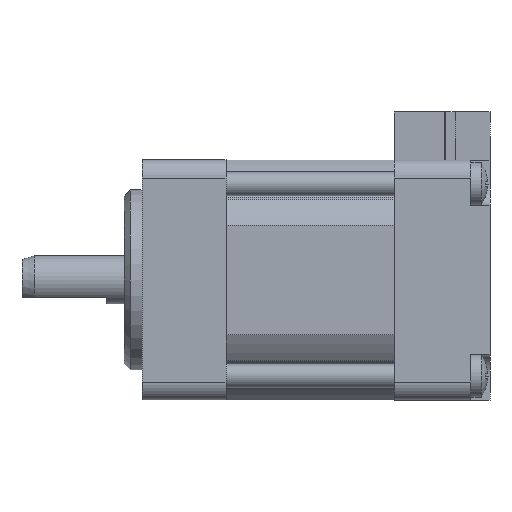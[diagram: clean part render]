
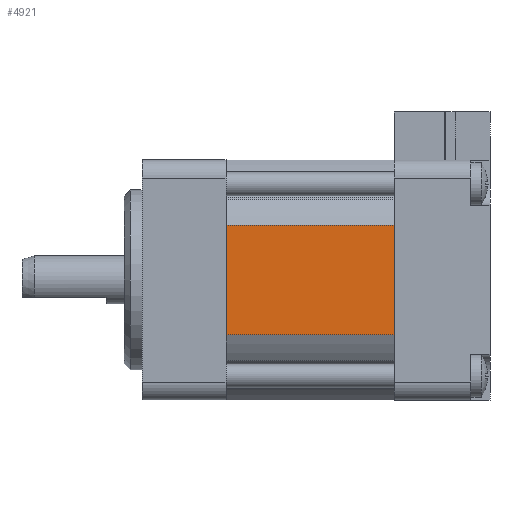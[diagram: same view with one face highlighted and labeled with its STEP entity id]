
A CAD part, left-side view. The second image highlights one B-rep face of the part: STEP entity #4921.
In plain terms, the highlighted planar face has unit normal (-1, 0, 0).
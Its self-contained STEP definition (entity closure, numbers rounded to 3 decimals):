
#2159 = EDGE_CURVE ( 'NONE', #5355, #5357, #7014, .T. ) ;
#2161 = EDGE_CURVE ( 'NONE', #5354, #5355, #7038, .T. ) ;
#2175 = EDGE_CURVE ( 'NONE', #5349, #5357, #7060, .T. ) ;
#2176 = EDGE_CURVE ( 'NONE', #5354, #5349, #7055, .T. ) ;
#2804 = ORIENTED_EDGE ( 'NONE', *, *, #2175, .F. ) ;
#2805 = ORIENTED_EDGE ( 'NONE', *, *, #2176, .F. ) ;
#2830 = EDGE_LOOP ( 'NONE', ( #7180, #2804, #2805, #7181 ) ) ;
#3536 = DIRECTION ( 'NONE',  ( 0., 0., 1. ) ) ;
#3550 = CARTESIAN_POINT ( 'NONE',  ( -10., 8., 4.583 ) ) ;
#3554 = DIRECTION ( 'NONE',  ( 0., -1., 0. ) ) ;
#3555 = CARTESIAN_POINT ( 'NONE',  ( -10., 22., -4.583 ) ) ;
#3584 = DIRECTION ( 'NONE',  ( 0., -1., 0. ) ) ;
#3585 = CARTESIAN_POINT ( 'NONE',  ( -10., 22., 4.583 ) ) ;
#3593 = CARTESIAN_POINT ( 'NONE',  ( -10., 22., 4.583 ) ) ;
#3598 = DIRECTION ( 'NONE',  ( 0., 0., 1. ) ) ;
#4921 = ADVANCED_FACE ( 'NONE', ( #8205 ), #7648, .F. ) ;
#5349 = VERTEX_POINT ( 'NONE', #7997 ) ;
#5354 = VERTEX_POINT ( 'NONE', #8002 ) ;
#5355 = VERTEX_POINT ( 'NONE', #8003 ) ;
#5357 = VERTEX_POINT ( 'NONE', #8005 ) ;
#7014 = LINE ( 'NONE', #3550, #7039 ) ;
#7038 = LINE ( 'NONE', #3555, #7042 ) ;
#7039 = VECTOR ( 'NONE', #3536, 1000. ) ;
#7042 = VECTOR ( 'NONE', #3554, 1000. ) ;
#7055 = LINE ( 'NONE', #3593, #7064 ) ;
#7060 = LINE ( 'NONE', #3585, #7062 ) ;
#7062 = VECTOR ( 'NONE', #3584, 1000. ) ;
#7064 = VECTOR ( 'NONE', #3598, 1000. ) ;
#7180 = ORIENTED_EDGE ( 'NONE', *, *, #2159, .T. ) ;
#7181 = ORIENTED_EDGE ( 'NONE', *, *, #2161, .T. ) ;
#7648 = PLANE ( 'NONE',  #8498 ) ;
#7656 = CARTESIAN_POINT ( 'NONE',  ( -10., 22., 4.583 ) ) ;
#7657 = DIRECTION ( 'NONE',  ( 1., 0., 0. ) ) ;
#7658 = DIRECTION ( 'NONE',  ( 0., 0., -1. ) ) ;
#7997 = CARTESIAN_POINT ( 'NONE',  ( -10., 22., 4.583 ) ) ;
#8002 = CARTESIAN_POINT ( 'NONE',  ( -10., 22., -4.583 ) ) ;
#8003 = CARTESIAN_POINT ( 'NONE',  ( -10., 8., -4.583 ) ) ;
#8005 = CARTESIAN_POINT ( 'NONE',  ( -10., 8., 4.583 ) ) ;
#8205 = FACE_OUTER_BOUND ( 'NONE', #2830, .T. ) ;
#8498 = AXIS2_PLACEMENT_3D ( 'NONE', #7656, #7657, #7658 ) ;
